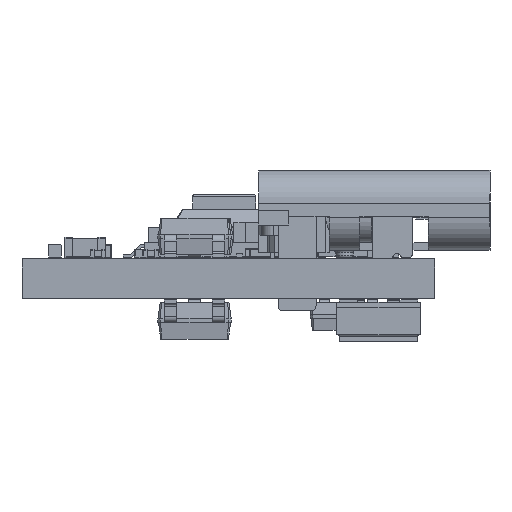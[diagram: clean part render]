
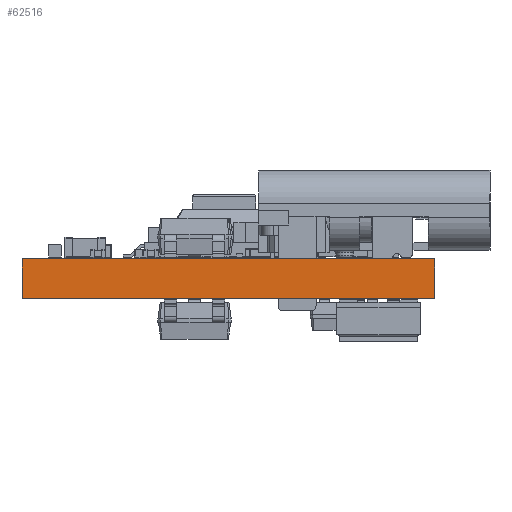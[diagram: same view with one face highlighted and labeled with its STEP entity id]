
A CAD part, left-side view. The second image highlights one B-rep face of the part: STEP entity #62516.
In plain terms, the highlighted planar face has unit normal (-1, 0, 0).
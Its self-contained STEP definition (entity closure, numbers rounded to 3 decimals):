
#61718 = EDGE_CURVE('',#61719,#61721,#61723,.T.);
#61719 = VERTEX_POINT('',#61720);
#61720 = CARTESIAN_POINT('',(0.,16.3,0.));
#61721 = VERTEX_POINT('',#61722);
#61722 = CARTESIAN_POINT('',(0.,16.3,1.58));
#61723 = LINE('',#61724,#61725);
#61724 = CARTESIAN_POINT('',(0.,16.3,0.));
#61725 = VECTOR('',#61726,1.);
#61726 = DIRECTION('',(0.,0.,1.));
#61751 = VERTEX_POINT('',#61752);
#61752 = CARTESIAN_POINT('',(0.,0.,1.58));
#61758 = EDGE_CURVE('',#61759,#61751,#61761,.T.);
#61759 = VERTEX_POINT('',#61760);
#61760 = CARTESIAN_POINT('',(0.,-0.,0.));
#61761 = LINE('',#61762,#61763);
#61762 = CARTESIAN_POINT('',(0.,-0.,0.));
#61763 = VECTOR('',#61764,1.);
#61764 = DIRECTION('',(0.,0.,1.));
#61782 = EDGE_CURVE('',#61759,#61719,#61783,.T.);
#61783 = LINE('',#61784,#61785);
#61784 = CARTESIAN_POINT('',(0.,-0.,0.));
#61785 = VECTOR('',#61786,1.);
#61786 = DIRECTION('',(0.,1.,0.));
#62152 = EDGE_CURVE('',#61751,#61721,#62153,.T.);
#62153 = LINE('',#62154,#62155);
#62154 = CARTESIAN_POINT('',(0.,0.,1.58));
#62155 = VECTOR('',#62156,1.);
#62156 = DIRECTION('',(0.,1.,0.));
#62516 = ADVANCED_FACE('',(#62517),#62523,.T.);
#62517 = FACE_BOUND('',#62518,.T.);
#62518 = EDGE_LOOP('',(#62519,#62520,#62521,#62522));
#62519 = ORIENTED_EDGE('',*,*,#61758,.T.);
#62520 = ORIENTED_EDGE('',*,*,#62152,.T.);
#62521 = ORIENTED_EDGE('',*,*,#61718,.F.);
#62522 = ORIENTED_EDGE('',*,*,#61782,.F.);
#62523 = PLANE('',#62524);
#62524 = AXIS2_PLACEMENT_3D('',#62525,#62526,#62527);
#62525 = CARTESIAN_POINT('',(0.,0.,0.));
#62526 = DIRECTION('',(-1.,0.,0.));
#62527 = DIRECTION('',(0.,1.,0.));
